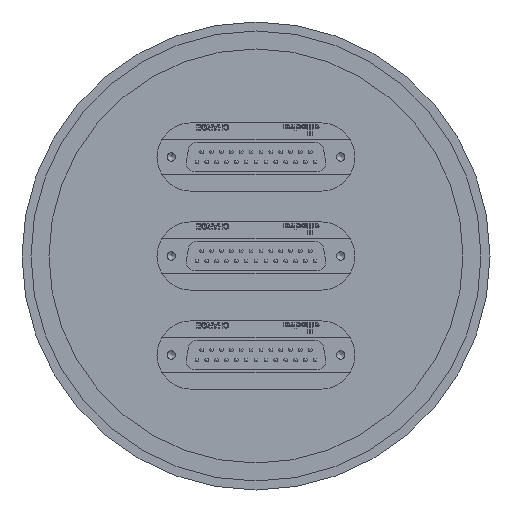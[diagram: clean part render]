
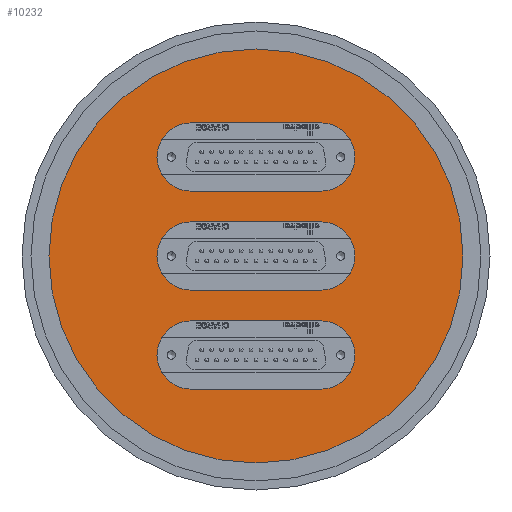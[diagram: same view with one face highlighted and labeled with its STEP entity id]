
A CAD part, front view. The second image highlights one B-rep face of the part: STEP entity #10232.
In plain terms, the highlighted planar face has unit normal (0, -1, 0).
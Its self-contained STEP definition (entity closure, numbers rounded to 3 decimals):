
#562 = DIRECTION ( 'NONE',  ( 0., 0., -1. ) ) ;
#726 = VERTEX_POINT ( 'NONE', #8173 ) ;
#800 = EDGE_CURVE ( 'NONE', #726, #8085, #8248, .T. ) ;
#821 = EDGE_CURVE ( 'NONE', #5453, #5567, #5376, .T. ) ;
#828 = CARTESIAN_POINT ( 'NONE',  ( 18., -12., -9.5 ) ) ;
#1055 = DIRECTION ( 'NONE',  ( 0., 1., 0. ) ) ;
#1200 = VERTEX_POINT ( 'NONE', #5696 ) ;
#1302 = LINE ( 'NONE', #6299, #3407 ) ;
#1312 = ORIENTED_EDGE ( 'NONE', *, *, #4230, .T. ) ;
#1619 = LINE ( 'NONE', #8592, #4421 ) ;
#1624 = CARTESIAN_POINT ( 'NONE',  ( 18., -12., 0. ) ) ;
#1632 = CARTESIAN_POINT ( 'NONE',  ( 18., -12., 18. ) ) ;
#1681 = DIRECTION ( 'NONE',  ( 1., 0., 0. ) ) ;
#1782 = CARTESIAN_POINT ( 'NONE',  ( -18., -12., 9.5 ) ) ;
#1860 = ORIENTED_EDGE ( 'NONE', *, *, #7751, .T. ) ;
#1954 = CIRCLE ( 'NONE', #11331, 9.5 ) ;
#2126 = AXIS2_PLACEMENT_3D ( 'NONE', #10485, #12213, #4665 ) ;
#2208 = AXIS2_PLACEMENT_3D ( 'NONE', #1624, #6638, #8532 ) ;
#2288 = EDGE_CURVE ( 'NONE', #3823, #1200, #4268, .T. ) ;
#2372 = DIRECTION ( 'NONE',  ( 0., 0., 1. ) ) ;
#2393 = CARTESIAN_POINT ( 'NONE',  ( -18., -12., -9.5 ) ) ;
#2450 = CARTESIAN_POINT ( 'NONE',  ( 0., -12., -57.5 ) ) ;
#2528 = CARTESIAN_POINT ( 'NONE',  ( 0., -12., 57.5 ) ) ;
#2634 = CARTESIAN_POINT ( 'NONE',  ( 18., -12., 27.5 ) ) ;
#2816 = EDGE_CURVE ( 'NONE', #8085, #726, #7046, .T. ) ;
#2889 = ORIENTED_EDGE ( 'NONE', *, *, #7259, .T. ) ;
#3078 = CARTESIAN_POINT ( 'NONE',  ( 0., -12., 0. ) ) ;
#3256 = DIRECTION ( 'NONE',  ( 1., 0., 0. ) ) ;
#3307 = LINE ( 'NONE', #7211, #9605 ) ;
#3364 = ORIENTED_EDGE ( 'NONE', *, *, #2288, .T. ) ;
#3407 = VECTOR ( 'NONE', #5172, 1000. ) ;
#3498 = CARTESIAN_POINT ( 'NONE',  ( 18., -12., 9.5 ) ) ;
#3774 = DIRECTION ( 'NONE',  ( 0., 1., 0. ) ) ;
#3823 = VERTEX_POINT ( 'NONE', #6374 ) ;
#3956 = CARTESIAN_POINT ( 'NONE',  ( 18., -12., -27.5 ) ) ;
#3975 = EDGE_CURVE ( 'NONE', #4415, #6879, #11130, .T. ) ;
#4042 = AXIS2_PLACEMENT_3D ( 'NONE', #3956, #3774, #9708 ) ;
#4150 = AXIS2_PLACEMENT_3D ( 'NONE', #3078, #8006, #7004 ) ;
#4205 = DIRECTION ( 'NONE',  ( 0., 0., 1. ) ) ;
#4207 = CARTESIAN_POINT ( 'NONE',  ( -18., -12., -37. ) ) ;
#4230 = EDGE_CURVE ( 'NONE', #1200, #9126, #1954, .T. ) ;
#4268 = LINE ( 'NONE', #4207, #10490 ) ;
#4385 = FACE_BOUND ( 'NONE', #5897, .T. ) ;
#4415 = VERTEX_POINT ( 'NONE', #9221 ) ;
#4421 = VECTOR ( 'NONE', #1681, 1000. ) ;
#4461 = VERTEX_POINT ( 'NONE', #828 ) ;
#4665 = DIRECTION ( 'NONE',  ( 0., 0., -1. ) ) ;
#4740 = EDGE_CURVE ( 'NONE', #5567, #4415, #1302, .T. ) ;
#4914 = EDGE_CURVE ( 'NONE', #9126, #6554, #1619, .T. ) ;
#5172 = DIRECTION ( 'NONE',  ( -1., 0., 0. ) ) ;
#5265 = LINE ( 'NONE', #8982, #11174 ) ;
#5376 = CIRCLE ( 'NONE', #7047, 9.5 ) ;
#5453 = VERTEX_POINT ( 'NONE', #6385 ) ;
#5563 = DIRECTION ( 'NONE',  ( 0., 0., 1. ) ) ;
#5567 = VERTEX_POINT ( 'NONE', #1632 ) ;
#5585 = DIRECTION ( 'NONE',  ( 1., 0., 0. ) ) ;
#5691 = CARTESIAN_POINT ( 'NONE',  ( -18., -12., 37. ) ) ;
#5696 = CARTESIAN_POINT ( 'NONE',  ( -18., -12., -37. ) ) ;
#5807 = ORIENTED_EDGE ( 'NONE', *, *, #9748, .T. ) ;
#5897 = EDGE_LOOP ( 'NONE', ( #9598, #5807, #9041, #2889 ) ) ;
#5996 = DIRECTION ( 'NONE',  ( 0., 1., 0. ) ) ;
#6043 = AXIS2_PLACEMENT_3D ( 'NONE', #6952, #1055, #9979 ) ;
#6299 = CARTESIAN_POINT ( 'NONE',  ( -18., -12., 18. ) ) ;
#6310 = DIRECTION ( 'NONE',  ( -1., 0., 0. ) ) ;
#6374 = CARTESIAN_POINT ( 'NONE',  ( 18., -12., -37. ) ) ;
#6385 = CARTESIAN_POINT ( 'NONE',  ( 18., -12., 37. ) ) ;
#6456 = EDGE_LOOP ( 'NONE', ( #8496, #11819, #8668, #7858 ) ) ;
#6554 = VERTEX_POINT ( 'NONE', #9410 ) ;
#6638 = DIRECTION ( 'NONE',  ( 0., 1., 0. ) ) ;
#6879 = VERTEX_POINT ( 'NONE', #5691 ) ;
#6952 = CARTESIAN_POINT ( 'NONE',  ( -18., -12., 27.5 ) ) ;
#7004 = DIRECTION ( 'NONE',  ( 0., 0., -1. ) ) ;
#7046 = CIRCLE ( 'NONE', #2126, 57.5 ) ;
#7047 = AXIS2_PLACEMENT_3D ( 'NONE', #2634, #11246, #2372 ) ;
#7211 = CARTESIAN_POINT ( 'NONE',  ( -18., -12., 9.5 ) ) ;
#7259 = EDGE_CURVE ( 'NONE', #4461, #9362, #10187, .T. ) ;
#7696 = EDGE_LOOP ( 'NONE', ( #11207, #10711 ) ) ;
#7751 = EDGE_CURVE ( 'NONE', #6554, #3823, #11808, .T. ) ;
#7858 = ORIENTED_EDGE ( 'NONE', *, *, #4740, .T. ) ;
#7870 = EDGE_CURVE ( 'NONE', #9362, #10385, #9960, .T. ) ;
#8006 = DIRECTION ( 'NONE',  ( 0., -1., 0. ) ) ;
#8085 = VERTEX_POINT ( 'NONE', #2528 ) ;
#8115 = DIRECTION ( 'NONE',  ( -1., 0., 0. ) ) ;
#8156 = VERTEX_POINT ( 'NONE', #3498 ) ;
#8173 = CARTESIAN_POINT ( 'NONE',  ( 0., -12., -57.5 ) ) ;
#8216 = CARTESIAN_POINT ( 'NONE',  ( -18., -12., -9.5 ) ) ;
#8248 = CIRCLE ( 'NONE', #4150, 57.5 ) ;
#8496 = ORIENTED_EDGE ( 'NONE', *, *, #3975, .T. ) ;
#8532 = DIRECTION ( 'NONE',  ( 0., 0., 1. ) ) ;
#8539 = AXIS2_PLACEMENT_3D ( 'NONE', #9836, #5996, #4205 ) ;
#8592 = CARTESIAN_POINT ( 'NONE',  ( -18., -12., -18. ) ) ;
#8668 = ORIENTED_EDGE ( 'NONE', *, *, #821, .T. ) ;
#8982 = CARTESIAN_POINT ( 'NONE',  ( -18., -12., 37. ) ) ;
#9041 = ORIENTED_EDGE ( 'NONE', *, *, #10828, .T. ) ;
#9126 = VERTEX_POINT ( 'NONE', #10446 ) ;
#9221 = CARTESIAN_POINT ( 'NONE',  ( -18., -12., 18. ) ) ;
#9230 = FACE_BOUND ( 'NONE', #11579, .T. ) ;
#9265 = DIRECTION ( 'NONE',  ( 0., -1., 0. ) ) ;
#9362 = VERTEX_POINT ( 'NONE', #8216 ) ;
#9410 = CARTESIAN_POINT ( 'NONE',  ( 18., -12., -18. ) ) ;
#9457 = CARTESIAN_POINT ( 'NONE',  ( -18., -12., -27.5 ) ) ;
#9598 = ORIENTED_EDGE ( 'NONE', *, *, #7870, .T. ) ;
#9605 = VECTOR ( 'NONE', #5585, 1000. ) ;
#9708 = DIRECTION ( 'NONE',  ( 0., 0., 1. ) ) ;
#9735 = AXIS2_PLACEMENT_3D ( 'NONE', #2450, #9265, #562 ) ;
#9740 = VECTOR ( 'NONE', #6310, 1000. ) ;
#9748 = EDGE_CURVE ( 'NONE', #10385, #8156, #3307, .T. ) ;
#9836 = CARTESIAN_POINT ( 'NONE',  ( -18., -12., 0. ) ) ;
#9960 = CIRCLE ( 'NONE', #8539, 9.5 ) ;
#9965 = CIRCLE ( 'NONE', #2208, 9.5 ) ;
#9979 = DIRECTION ( 'NONE',  ( 0., 0., 1. ) ) ;
#10111 = FACE_OUTER_BOUND ( 'NONE', #7696, .T. ) ;
#10187 = LINE ( 'NONE', #2393, #9740 ) ;
#10232 = ADVANCED_FACE ( 'NONE', ( #11160, #9230, #4385, #10111 ), #11190, .T. ) ;
#10385 = VERTEX_POINT ( 'NONE', #1782 ) ;
#10446 = CARTESIAN_POINT ( 'NONE',  ( -18., -12., -18. ) ) ;
#10485 = CARTESIAN_POINT ( 'NONE',  ( 0., -12., 0. ) ) ;
#10489 = DIRECTION ( 'NONE',  ( 0., 1., 0. ) ) ;
#10490 = VECTOR ( 'NONE', #8115, 1000. ) ;
#10612 = EDGE_CURVE ( 'NONE', #6879, #5453, #5265, .T. ) ;
#10711 = ORIENTED_EDGE ( 'NONE', *, *, #2816, .T. ) ;
#10757 = ORIENTED_EDGE ( 'NONE', *, *, #4914, .T. ) ;
#10828 = EDGE_CURVE ( 'NONE', #8156, #4461, #9965, .T. ) ;
#11130 = CIRCLE ( 'NONE', #6043, 9.5 ) ;
#11160 = FACE_BOUND ( 'NONE', #6456, .T. ) ;
#11174 = VECTOR ( 'NONE', #3256, 1000. ) ;
#11190 = PLANE ( 'NONE',  #9735 ) ;
#11207 = ORIENTED_EDGE ( 'NONE', *, *, #800, .T. ) ;
#11246 = DIRECTION ( 'NONE',  ( 0., 1., 0. ) ) ;
#11331 = AXIS2_PLACEMENT_3D ( 'NONE', #9457, #10489, #5563 ) ;
#11579 = EDGE_LOOP ( 'NONE', ( #1312, #10757, #1860, #3364 ) ) ;
#11808 = CIRCLE ( 'NONE', #4042, 9.5 ) ;
#11819 = ORIENTED_EDGE ( 'NONE', *, *, #10612, .T. ) ;
#12213 = DIRECTION ( 'NONE',  ( 0., -1., 0. ) ) ;
